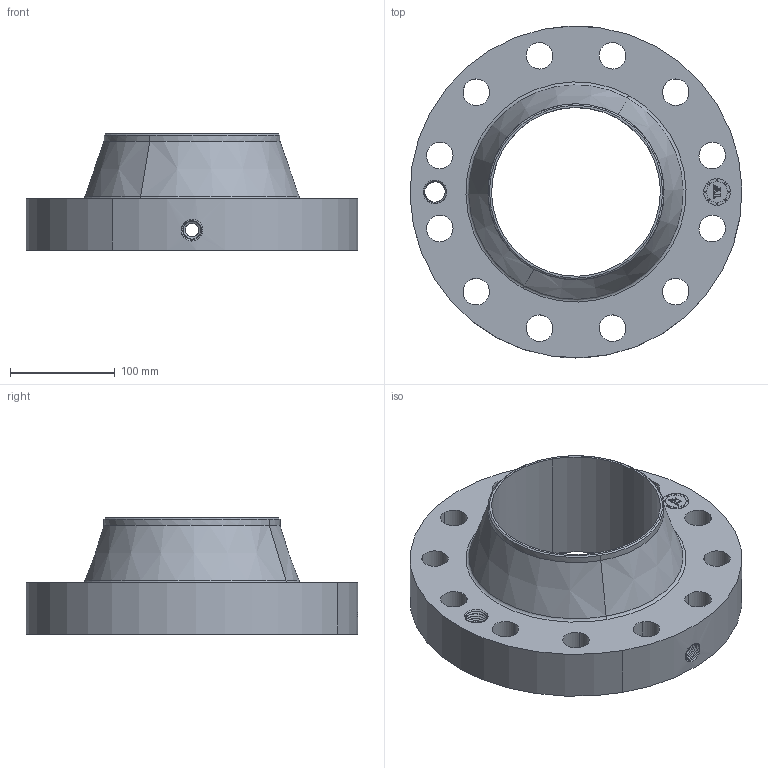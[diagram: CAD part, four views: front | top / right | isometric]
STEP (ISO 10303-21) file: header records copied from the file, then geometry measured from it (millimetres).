
FILE_DESCRIPTION(('3D STEP'),'2;1');
FILE_NAME('6-400-RTJ-WELD-NECK-10-ORIF-FLANGE.stp','2013-10-23T03:20:26+00:00',('Texas Flange'),(''),'CATIA Version 5 Release 20 SP 6 (IN-10)','CATIA V5 STEP AP214','800-826-3801');
FILE_SCHEMA(('AUTOMOTIVE_DESIGN { 1 0 10303 214 1 1 1 1 }'));
Length unit declared in the file: inch
Products named in the file (1): 6-400-RTJ-WELD-NECK-10-ORIF-FLANGE
Bounding box: 317.41 x 317.5 x 111.05 mm (x, y, z)
Volume: 2900494.6 mm3; surface area: 302605.5 mm2
Topology: 1 solids, 1 shells, 796 faces, 2158 edges, 1384 vertices
Faces by surface type: plane 370, bspline 260, cylinder 104, cone 52, torus 6, revolution 4
Entity records: 33503 total; most frequent: CARTESIAN_POINT 13815, ORIENTED_EDGE 4316, EDGE_CURVE 2158, DIRECTION 2124, VERTEX_POINT 1384, VECTOR 1197, LINE 1197, EDGE_LOOP 848
